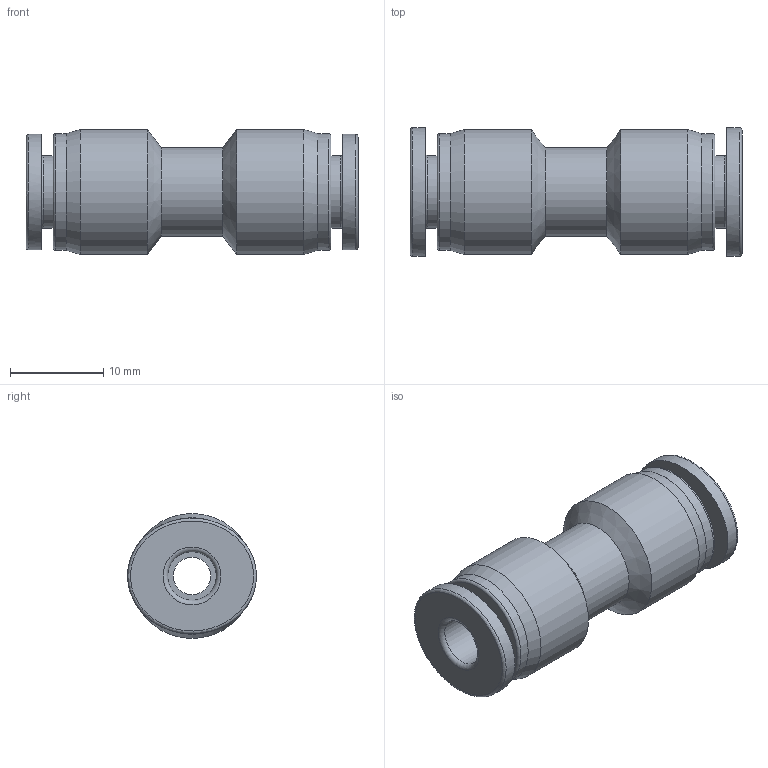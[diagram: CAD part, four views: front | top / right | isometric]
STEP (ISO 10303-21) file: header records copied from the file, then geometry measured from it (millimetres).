
FILE_DESCRIPTION(('FreeCAD Model'),'2;1');
FILE_NAME('Open CASCADE Shape Model','2025-05-11T22:40:38',('Author'),( ''),'Open CASCADE STEP processor 7.8','FreeCAD','Unknown');
FILE_SCHEMA(('AUTOMOTIVE_DESIGN { 1 0 10303 214 1 1 1 1 }'));
Length unit declared in the file: millimetre
Products named in the file (2): PU 05; PU 05-A
Assembly tree (1 placements, depth 2):
  PU 05
    PU 05-A
Bounding box: 35.6 x 13.8 x 13.4 mm (x, y, z)
Volume: 3392.2 mm3; surface area: 2514.8 mm2
Topology: 1 solids, 1 shells, 32 faces, 62 edges, 38 vertices
Faces by surface type: cylinder 10, plane 8, torus 6, cone 4, bspline 4
Full cylindrical faces by diameter (mm): 4 x1, 5.2 x2, 7.8 x2, 9.5 x1, 12.5 x2, 13.4 x2
Entity records: 3644 total; most frequent: CARTESIAN_POINT 2222, DIRECTION 230, ORIENTED_EDGE 124, PCURVE 124, DEFINITIONAL_REPRESENTATION 124, LINE 98, VECTOR 98, AXIS2_PLACEMENT_3D 62
